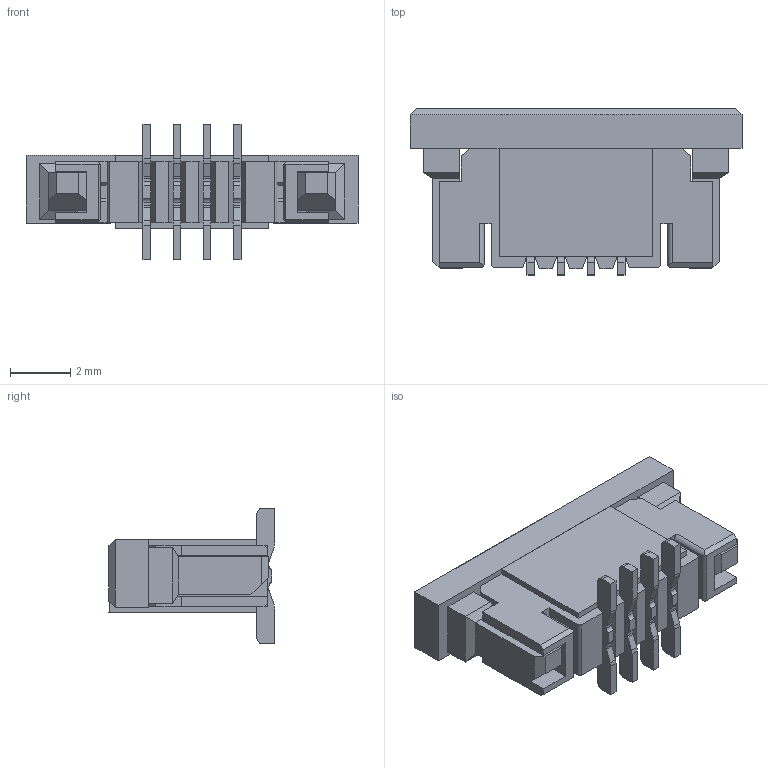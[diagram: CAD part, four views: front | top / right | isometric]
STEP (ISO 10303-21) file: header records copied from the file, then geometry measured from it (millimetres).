
FILE_DESCRIPTION(/* description */ ('STEP AP214'),/* implementation_level */ '2;1');
FILE_NAME(/* name */ 'FFC3A20-04-G',/* time_stamp */ '2023-06-08T10:41:34+02:00',/* author */ ('License CC BY-ND 4.0'),/* organization */ ('CADENAS'),/* preprocessor_version */ 'ST-DEVELOPER v19.3',/* originating_system */ 'PARTsolutions',/* authorisation */ ' ');
FILE_SCHEMA (('AUTOMOTIVE_DESIGN {1 0 10303 214 3 1 1}'));
Length unit declared in the file: millimetre
Products named in the file (4): FFC3A20-04-G; FFC3A20-04-G_P; FFC3A20-04-G_H2; FFC3A20-04-G_H1
Assembly tree (6 placements, depth 2):
  FFC3A20-04-G
    FFC3A20-04-G_P  x4
    FFC3A20-04-G_H2
    FFC3A20-04-G_H1
Bounding box: 11 x 5.5 x 4.5 mm (x, y, z)
Volume: 97.5 mm3; surface area: 422.7 mm2
Topology: 6 solids, 6 shells, 422 faces, 1206 edges, 790 vertices
Faces by surface type: plane 326, cylinder 96
Entity records: 8413 total; most frequent: CARTESIAN_POINT 1495, ORIENTED_EDGE 1476, DIRECTION 1328, EDGE_CURVE 738, LINE 674, VECTOR 674, VERTEX_POINT 478, AXIS2_PLACEMENT_3D 327
